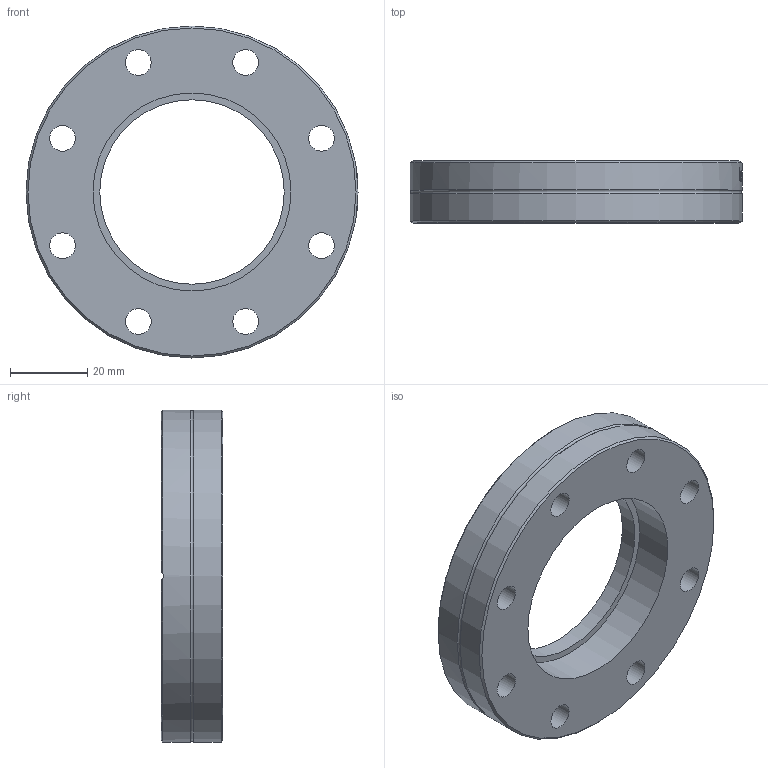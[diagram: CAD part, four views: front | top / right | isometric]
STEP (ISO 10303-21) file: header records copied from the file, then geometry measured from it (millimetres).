
FILE_DESCRIPTION(/* description */ (''),/* implementation_level */ '2;1');
FILE_NAME(/* name */ 'FL-50CFT-51.stp',/* time_stamp */ '2023-06-14T12:32:02+01:00',/* author */ ('PaulJarvis'),/* organization */ (''),/* preprocessor_version */ 'ST-DEVELOPER v19.2',/* originating_system */ 'Autodesk Inventor 2023',/* authorisation */ '');
FILE_SCHEMA (('AUTOMOTIVE_DESIGN { 1 0 10303 214 3 1 1 }'));
Length unit declared in the file: millimetre
Products named in the file (1): FL-50CFT-51
Bounding box: 85.7 x 16 x 85.7 mm (x, y, z)
Volume: 54993.6 mm3; surface area: 17067.1 mm2
Topology: 1 solids, 1 shells, 125 faces, 348 edges, 236 vertices
Faces by surface type: plane 47, bspline 41, cylinder 23, cone 13, torus 1
Full cylindrical faces by diameter (mm): 6.647 x8, 47.6 x1, 51.1 x1, 61.72 x1, 85.7 x2
Entity records: 5550 total; most frequent: CARTESIAN_POINT 2443, ORIENTED_EDGE 686, DIRECTION 542, EDGE_CURVE 343, VERTEX_POINT 228, AXIS2_PLACEMENT_3D 203, EDGE_LOOP 151, LINE 136
